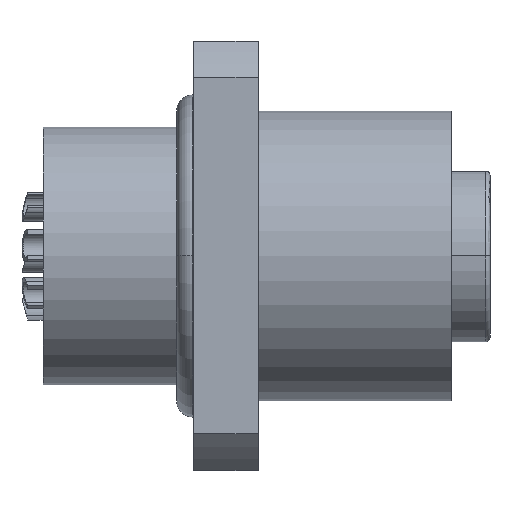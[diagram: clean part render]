
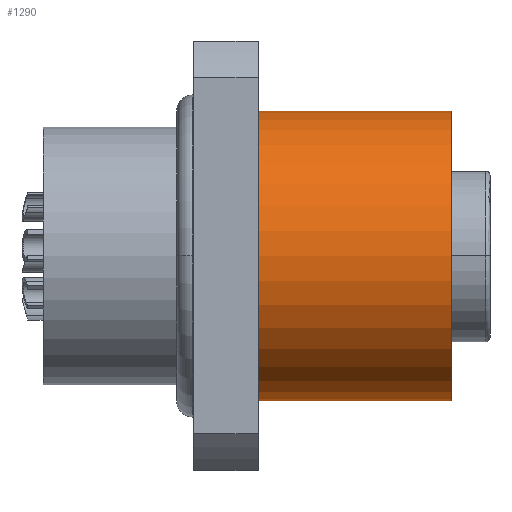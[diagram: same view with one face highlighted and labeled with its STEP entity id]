
A CAD part, top view. The second image highlights one B-rep face of the part: STEP entity #1290.
In plain terms, the highlighted cylindrical face has radius 6.75 mm (diameter 13.5 mm), a partial arc.
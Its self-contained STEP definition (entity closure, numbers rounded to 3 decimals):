
#17 = AXIS2_PLACEMENT_3D ( 'NONE', #2483, #5051, #8197 ) ;
#448 = FACE_OUTER_BOUND ( 'NONE', #4400, .T. ) ;
#605 = DIRECTION ( 'NONE',  ( -1., 0., 0. ) ) ;
#750 = EDGE_CURVE ( 'NONE', #3391, #7066, #9178, .T. ) ;
#821 = EDGE_CURVE ( 'NONE', #9479, #5652, #9218, .T. ) ;
#1061 = CARTESIAN_POINT ( 'NONE',  ( 12., 6.75, 0. ) ) ;
#1290 = ADVANCED_FACE ( 'NONE', ( #448 ), #2972, .T. ) ;
#1847 = CARTESIAN_POINT ( 'NONE',  ( -33.51, -6.75, 0. ) ) ;
#2155 = CARTESIAN_POINT ( 'NONE',  ( -33.51, 0., 0. ) ) ;
#2483 = CARTESIAN_POINT ( 'NONE',  ( 3., 0., 0. ) ) ;
#2692 = DIRECTION ( 'NONE',  ( -1., 0., 0. ) ) ;
#2949 = VECTOR ( 'NONE', #2692, 1000. ) ;
#2972 = CYLINDRICAL_SURFACE ( 'NONE', #3292, 6.75 ) ;
#3094 = CIRCLE ( 'NONE', #17, 6.75 ) ;
#3292 = AXIS2_PLACEMENT_3D ( 'NONE', #2155, #605, #3876 ) ;
#3391 = VERTEX_POINT ( 'NONE', #8400 ) ;
#3427 = CIRCLE ( 'NONE', #3780, 6.75 ) ;
#3541 = CARTESIAN_POINT ( 'NONE',  ( -33.51, 6.75, 0. ) ) ;
#3780 = AXIS2_PLACEMENT_3D ( 'NONE', #6603, #5793, #7495 ) ;
#3876 = DIRECTION ( 'NONE',  ( 0., -1., 0. ) ) ;
#4400 = EDGE_LOOP ( 'NONE', ( #7612, #10089, #6492, #6091 ) ) ;
#5051 = DIRECTION ( 'NONE',  ( -1., 0., 0. ) ) ;
#5112 = DIRECTION ( 'NONE',  ( -1., 0., 0. ) ) ;
#5652 = VERTEX_POINT ( 'NONE', #9968 ) ;
#5793 = DIRECTION ( 'NONE',  ( -1., 0., 0. ) ) ;
#6091 = ORIENTED_EDGE ( 'NONE', *, *, #750, .F. ) ;
#6492 = ORIENTED_EDGE ( 'NONE', *, *, #9869, .F. ) ;
#6603 = CARTESIAN_POINT ( 'NONE',  ( 12., 0., 0. ) ) ;
#7066 = VERTEX_POINT ( 'NONE', #9684 ) ;
#7495 = DIRECTION ( 'NONE',  ( 0., -1., 0. ) ) ;
#7612 = ORIENTED_EDGE ( 'NONE', *, *, #10129, .T. ) ;
#8197 = DIRECTION ( 'NONE',  ( 0., -1., 0. ) ) ;
#8400 = CARTESIAN_POINT ( 'NONE',  ( 12., -6.75, 0. ) ) ;
#9178 = LINE ( 'NONE', #1847, #9262 ) ;
#9218 = LINE ( 'NONE', #3541, #2949 ) ;
#9262 = VECTOR ( 'NONE', #5112, 1000. ) ;
#9479 = VERTEX_POINT ( 'NONE', #1061 ) ;
#9684 = CARTESIAN_POINT ( 'NONE',  ( 3., -6.75, 0. ) ) ;
#9869 = EDGE_CURVE ( 'NONE', #7066, #5652, #3094, .T. ) ;
#9968 = CARTESIAN_POINT ( 'NONE',  ( 3., 6.75, 0. ) ) ;
#10089 = ORIENTED_EDGE ( 'NONE', *, *, #821, .T. ) ;
#10129 = EDGE_CURVE ( 'NONE', #3391, #9479, #3427, .T. ) ;
